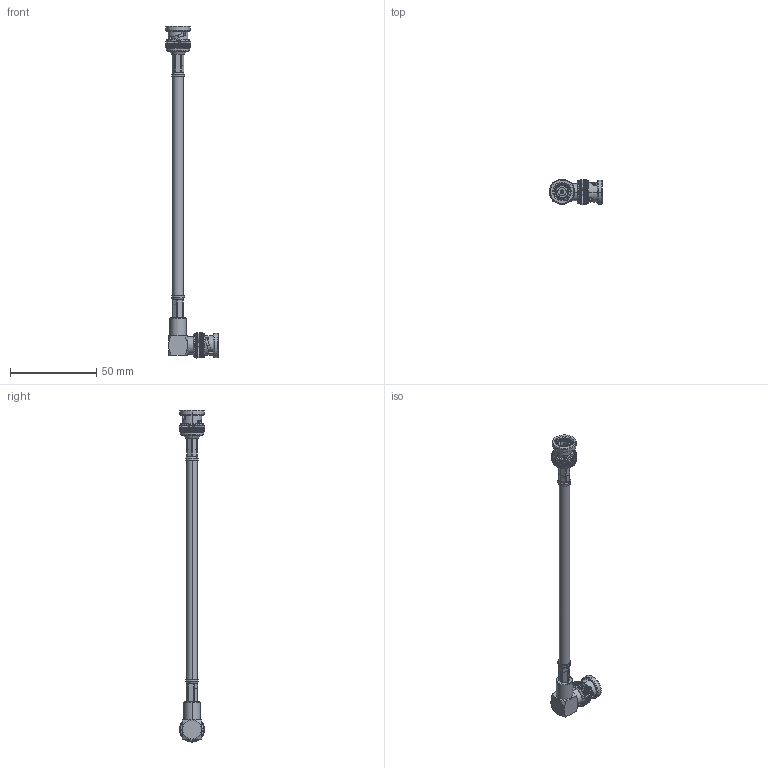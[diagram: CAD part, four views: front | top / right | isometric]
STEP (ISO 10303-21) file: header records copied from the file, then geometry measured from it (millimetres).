
FILE_DESCRIPTION (( 'STEP AP203' ), '1' );
FILE_NAME ('PE3508LF.step', '2018-06-06T19:46:54', ( '' ), ( '' ), 'SwSTEP 2.0', 'SolidWorks 2017', '' );
FILE_SCHEMA (( 'CONFIG_CONTROL_DESIGN' ));
Length unit declared in the file: inch
Products named in the file (4): PE4195; Coax Cable_RG59; PE3508LF; PE4018_Crimped
Assembly tree (3 placements, depth 2):
  PE3508LF
    Coax Cable_RG59
    PE4018_Crimped
    PE4195
Bounding box: 30.63 x 14.46 x 191.95 mm (x, y, z)
Volume: 9351.4 mm3; surface area: 9398.5 mm2
Topology: 7 solids, 8 shells, 1043 faces, 2457 edges, 1457 vertices
Faces by surface type: plane 378, cylinder 319, cone 310, bspline 34, sphere 2
Entity records: 37109 total; most frequent: CARTESIAN_POINT 13906, ORIENTED_EDGE 4914, DIRECTION 4576, EDGE_CURVE 2457, AXIS2_PLACEMENT_3D 1891, VERTEX_POINT 1457, EDGE_LOOP 1086, FACE_OUTER_BOUND 1043
